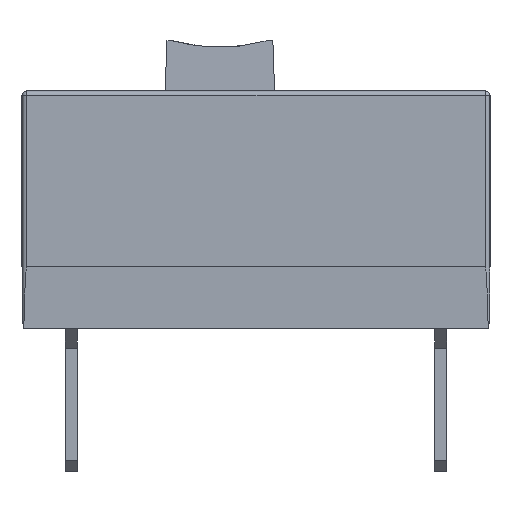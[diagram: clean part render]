
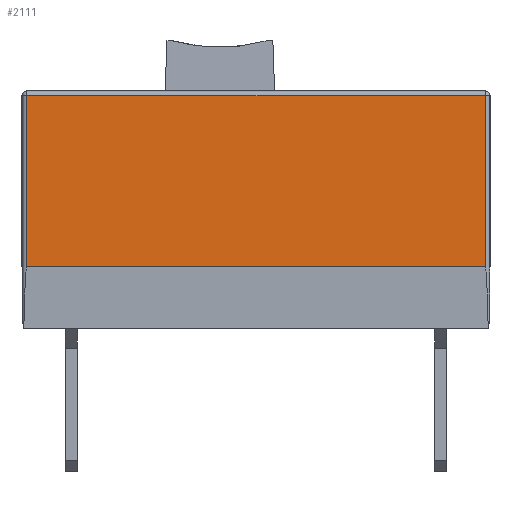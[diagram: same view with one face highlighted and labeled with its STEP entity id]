
A CAD part, left-side view. The second image highlights one B-rep face of the part: STEP entity #2111.
In plain terms, the highlighted planar face has unit normal (-1, 0, 0).
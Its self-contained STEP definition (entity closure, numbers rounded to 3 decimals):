
#2072=CARTESIAN_POINT('',(-5.715,-4.726,5.181));
#2073=VERTEX_POINT('',#2072);
#2074=CARTESIAN_POINT('',(-5.715,4.726,5.181));
#2075=VERTEX_POINT('',#2074);
#2076=CARTESIAN_POINT('',(-5.715,4.826,5.181));
#2077=DIRECTION('',(-0.0,1.0,0.0));
#2078=VECTOR('',#2077,1.0);
#2079=LINE('',#2076,#2078);
#2080=EDGE_CURVE('n� 8211',#2073,#2075,#2079,.T.);
#2081=ORIENTED_EDGE('',*,*,#2080,.T.);
#2082=CARTESIAN_POINT('',(-5.715,4.726,1.651));
#2083=VERTEX_POINT('',#2082);
#2084=CARTESIAN_POINT('',(-5.715,4.726,5.281));
#2085=DIRECTION('',(0.0,0.0,-1.0));
#2086=VECTOR('',#2085,1.0);
#2087=LINE('',#2084,#2086);
#2088=EDGE_CURVE('n� 8216',#2075,#2083,#2087,.T.);
#2089=ORIENTED_EDGE('',*,*,#2088,.T.);
#2090=CARTESIAN_POINT('',(-5.715,-4.726,1.651));
#2091=VERTEX_POINT('',#2090);
#2092=CARTESIAN_POINT('',(-5.715,4.826,1.651));
#2093=DIRECTION('',(0.0,-1.0,0.0));
#2094=VECTOR('',#2093,1.0);
#2095=LINE('',#2092,#2094);
#2096=EDGE_CURVE('n� 8202',#2083,#2091,#2095,.T.);
#2097=ORIENTED_EDGE('',*,*,#2096,.T.);
#2098=CARTESIAN_POINT('',(-5.715,-4.726,5.281));
#2099=DIRECTION('',(0.0,0.0,1.0));
#2100=VECTOR('',#2099,1.0);
#2101=LINE('',#2098,#2100);
#2102=EDGE_CURVE('n� 8214',#2091,#2073,#2101,.T.);
#2103=ORIENTED_EDGE('',*,*,#2102,.T.);
#2104=EDGE_LOOP('',(#2081,#2089,#2097,#2103));
#2105=FACE_OUTER_BOUND('',#2104,.T.);
#2106=CARTESIAN_POINT('',(-5.715,4.826,5.281));
#2107=DIRECTION('',(1.0,0.0,0.0));
#2108=DIRECTION('',(0.0,0.0,-1.0));
#2109=AXIS2_PLACEMENT_3D('',#2106,#2107,#2108);
#2110=PLANE('',#2109);
#2111=ADVANCED_FACE('n� 85',(#2105),#2110,.F.);
